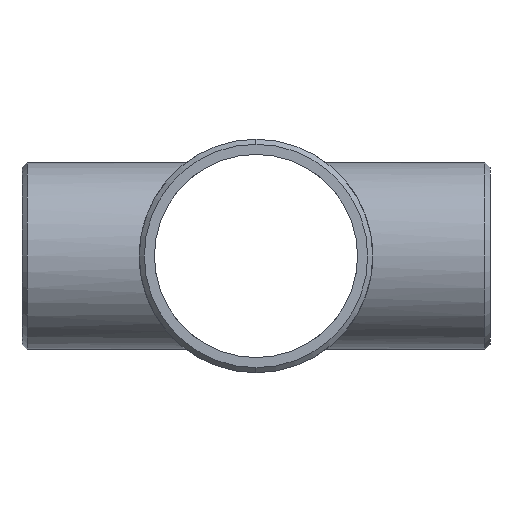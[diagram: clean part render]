
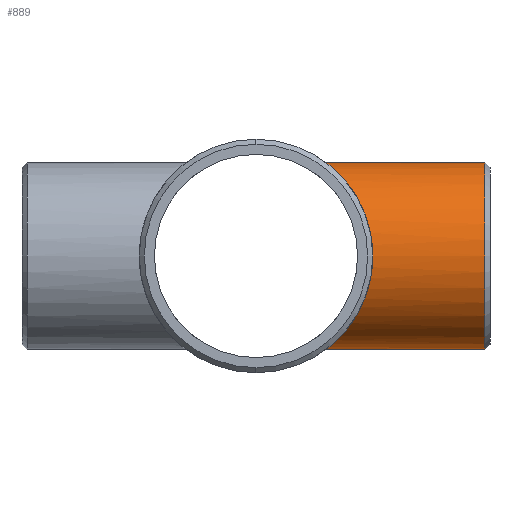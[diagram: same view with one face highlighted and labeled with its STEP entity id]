
A CAD part, left-side view. The second image highlights one B-rep face of the part: STEP entity #889.
In plain terms, the highlighted cylindrical face has radius 24.13 mm (diameter 48.26 mm), a partial arc.
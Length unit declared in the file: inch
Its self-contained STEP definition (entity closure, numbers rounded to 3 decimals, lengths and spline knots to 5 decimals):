
#5 = VERTEX_POINT ( 'NONE', #362 ) ;
#43 = CARTESIAN_POINT ( 'NONE',  ( -0.70638, -1.00328, 0.63542 ) ) ;
#46 = CARTESIAN_POINT ( 'NONE',  ( -0.74717, -1.03235, -0.58749 ) ) ;
#51 = CARTESIAN_POINT ( 'NONE',  ( -0.42671, -0.83021, 0.8493 ) ) ;
#57 = CARTESIAN_POINT ( 'NONE',  ( -0.74511, -1.03086, 0.59008 ) ) ;
#66 = CARTESIAN_POINT ( 'NONE',  ( -0.84577, -1.10587, -0.43292 ) ) ;
#86 = DIRECTION ( 'NONE',  ( 0., 0., -1. ) ) ;
#87 = CARTESIAN_POINT ( 'NONE',  ( -0.16367, -0.73043, -0.93634 ) ) ;
#94 = AXIS2_PLACEMENT_3D ( 'NONE', #671, #462, #1039 ) ;
#138 = CARTESIAN_POINT ( 'NONE',  ( -0.70838, -1.00462, -0.63373 ) ) ;
#144 = CARTESIAN_POINT ( 'NONE',  ( -0.25691, -0.75498, 0.91684 ) ) ;
#148 = CARTESIAN_POINT ( 'NONE',  ( -0.71626, -1.01027, 0.62426 ) ) ;
#152 = CARTESIAN_POINT ( 'NONE',  ( -0.68607, -0.98909, 0.65729 ) ) ;
#159 = CARTESIAN_POINT ( 'NONE',  ( -0.11427, -0.72143, 0.94324 ) ) ;
#168 = B_SPLINE_CURVE_WITH_KNOTS ( 'NONE', 3,
 ( #640, #827, #258, #159, #1202, #1016, #737, #144, #844, #447, #51, #831, #253, #1021, #1212, #242, #152, #43, #148, #57, #724, #838, #343, #1217, #351, #1114, #644, #339, #546, #648, #355, #742, #555, #1119, #1103, #636, #458, #360, #541, #1026, #1221, #1011, #937, #66, #265, #920, #747, #1004, #46, #138, #532, #442, #914, #769, #278, #464, #963, #483, #566, #389, #946, #87, #865, #958, #652, #774, #583, #850 ),
 .UNSPECIFIED., .F., .F.,
 ( 4, 2, 2, 2, 2, 2, 2, 2, 2, 2, 2, 2, 2, 2, 2, 2, 2, 2, 2, 2, 2, 2, 2, 2, 2, 2, 2, 2, 2, 2, 2, 2, 2, 4 ),
 ( 0.08003, 0.08253, 0.08378, 0.08503, 0.09003, 0.09253, 0.09503, 0.10002, 0.10127, 0.10252, 0.10502, 0.11002, 0.11127, 0.11252, 0.11502, 0.11752, 0.12002, 0.12251, 0.12376, 0.12501, 0.13001, 0.13126, 0.13251, 0.13501, 0.13751, 0.14001, 0.14501, 0.14751, 0.15, 0.1525, 0.155, 0.1575, 0.15875, 0.16 ),
 .UNSPECIFIED. ) ;
#174 = LINE ( 'NONE', #867, #614 ) ;
#211 = ORIENTED_EDGE ( 'NONE', *, *, #416, .T. ) ;
#242 = CARTESIAN_POINT ( 'NONE',  ( -0.67564, -0.98188, 0.668 ) ) ;
#243 = CARTESIAN_POINT ( 'NONE',  ( 0., -2.32867, 0.95 ) ) ;
#250 = EDGE_LOOP ( 'NONE', ( #1046, #211, #590, #727 ) ) ;
#253 = CARTESIAN_POINT ( 'NONE',  ( -0.50423, -0.87265, 0.80568 ) ) ;
#258 = CARTESIAN_POINT ( 'NONE',  ( -0.06568, -0.7148, 0.94829 ) ) ;
#265 = CARTESIAN_POINT ( 'NONE',  ( -0.83856, -1.10037, -0.44673 ) ) ;
#269 = CYLINDRICAL_SURFACE ( 'NONE', #94, 0.95 ) ;
#278 = CARTESIAN_POINT ( 'NONE',  ( -0.4801, -0.85887, -0.8203 ) ) ;
#310 = EDGE_CURVE ( 'NONE', #1040, #5, #168, .T. ) ;
#339 = CARTESIAN_POINT ( 'NONE',  ( -0.91386, -1.15877, 0.26151 ) ) ;
#343 = CARTESIAN_POINT ( 'NONE',  ( -0.84473, -1.10497, 0.43922 ) ) ;
#351 = CARTESIAN_POINT ( 'NONE',  ( -0.88246, -1.13419, 0.35216 ) ) ;
#355 = CARTESIAN_POINT ( 'NONE',  ( -0.94099, -1.1803, 0.13469 ) ) ;
#360 = CARTESIAN_POINT ( 'NONE',  ( -0.93652, -1.17674, -0.16035 ) ) ;
#362 = CARTESIAN_POINT ( 'NONE',  ( 0., -0.7125, -0.95 ) ) ;
#383 = CARTESIAN_POINT ( 'NONE',  ( 0., -2.38, 0.95 ) ) ;
#389 = CARTESIAN_POINT ( 'NONE',  ( -0.25712, -0.75697, -0.91507 ) ) ;
#395 = CARTESIAN_POINT ( 'NONE',  ( 0., -2.32867, 0. ) ) ;
#416 = EDGE_CURVE ( 'NONE', #1220, #1040, #871, .T. ) ;
#442 = CARTESIAN_POINT ( 'NONE',  ( -0.62489, -0.94721, -0.71799 ) ) ;
#447 = CARTESIAN_POINT ( 'NONE',  ( -0.39943, -0.81645, 0.86248 ) ) ;
#458 = CARTESIAN_POINT ( 'NONE',  ( -0.94151, -1.18072, -0.12779 ) ) ;
#462 = DIRECTION ( 'NONE',  ( 0., 1., 0. ) ) ;
#464 = CARTESIAN_POINT ( 'NONE',  ( -0.4277, -0.83072, -0.8488 ) ) ;
#483 = CARTESIAN_POINT ( 'NONE',  ( -0.34517, -0.79132, -0.88559 ) ) ;
#529 = VERTEX_POINT ( 'NONE', #1139 ) ;
#532 = CARTESIAN_POINT ( 'NONE',  ( -0.68813, -0.99043, -0.65563 ) ) ;
#541 = CARTESIAN_POINT ( 'NONE',  ( -0.93358, -1.17441, -0.1766 ) ) ;
#546 = CARTESIAN_POINT ( 'NONE',  ( -0.9222, -1.16537, 0.23044 ) ) ;
#555 = CARTESIAN_POINT ( 'NONE',  ( -0.94989, -1.18741, 0.03583 ) ) ;
#566 = CARTESIAN_POINT ( 'NONE',  ( -0.31652, -0.77916, -0.89626 ) ) ;
#583 = CARTESIAN_POINT ( 'NONE',  ( -0.01667, -0.7125, -0.95 ) ) ;
#585 = FACE_OUTER_BOUND ( 'NONE', #250, .T. ) ;
#590 = ORIENTED_EDGE ( 'NONE', *, *, #310, .T. ) ;
#614 = VECTOR ( 'NONE', #1028, 39.37008 ) ;
#620 = EDGE_CURVE ( 'NONE', #529, #1220, #993, .T. ) ;
#636 = CARTESIAN_POINT ( 'NONE',  ( -0.94358, -1.18237, -0.11149 ) ) ;
#640 = CARTESIAN_POINT ( 'NONE',  ( 0., -0.7125, 0.95 ) ) ;
#644 = CARTESIAN_POINT ( 'NONE',  ( -0.8991, -1.14718, 0.30721 ) ) ;
#648 = CARTESIAN_POINT ( 'NONE',  ( -0.93576, -1.17613, 0.16705 ) ) ;
#652 = CARTESIAN_POINT ( 'NONE',  ( -0.06662, -0.71542, -0.94781 ) ) ;
#671 = CARTESIAN_POINT ( 'NONE',  ( 0., -2.38, 0. ) ) ;
#724 = CARTESIAN_POINT ( 'NONE',  ( -0.76329, -1.04409, 0.56638 ) ) ;
#727 = ORIENTED_EDGE ( 'NONE', *, *, #768, .F. ) ;
#737 = CARTESIAN_POINT ( 'NONE',  ( -0.17851, -0.73437, 0.93322 ) ) ;
#742 = CARTESIAN_POINT ( 'NONE',  ( -0.94809, -1.18597, 0.06872 ) ) ;
#747 = CARTESIAN_POINT ( 'NONE',  ( -0.79993, -1.07118, -0.51335 ) ) ;
#754 = VECTOR ( 'NONE', #1147, 39.37008 ) ;
#768 = EDGE_CURVE ( 'NONE', #529, #5, #174, .T. ) ;
#769 = CARTESIAN_POINT ( 'NONE',  ( -0.50566, -0.87348, -0.80479 ) ) ;
#774 = CARTESIAN_POINT ( 'NONE',  ( -0.03342, -0.71309, -0.94956 ) ) ;
#827 = CARTESIAN_POINT ( 'NONE',  ( -0.03299, -0.7125, 0.95 ) ) ;
#831 = CARTESIAN_POINT ( 'NONE',  ( -0.47903, -0.85828, 0.82092 ) ) ;
#836 = AXIS2_PLACEMENT_3D ( 'NONE', #395, #864, #86 ) ;
#838 = CARTESIAN_POINT ( 'NONE',  ( -0.81466, -1.08203, 0.49238 ) ) ;
#844 = CARTESIAN_POINT ( 'NONE',  ( -0.31557, -0.77768, 0.89811 ) ) ;
#850 = CARTESIAN_POINT ( 'NONE',  ( 0., -0.7125, -0.95 ) ) ;
#864 = DIRECTION ( 'NONE',  ( 0., 1., 0. ) ) ;
#865 = CARTESIAN_POINT ( 'NONE',  ( -0.13182, -0.72387, -0.94138 ) ) ;
#867 = CARTESIAN_POINT ( 'NONE',  ( 0., -2.38, -0.95 ) ) ;
#871 = LINE ( 'NONE', #383, #754 ) ;
#889 = ADVANCED_FACE ( 'NONE', ( #585 ), #269, .T. ) ;
#914 = CARTESIAN_POINT ( 'NONE',  ( -0.57945, -0.91753, -0.75515 ) ) ;
#920 = CARTESIAN_POINT ( 'NONE',  ( -0.81606, -1.08329, -0.48734 ) ) ;
#937 = CARTESIAN_POINT ( 'NONE',  ( -0.8596, -1.11649, -0.40476 ) ) ;
#946 = CARTESIAN_POINT ( 'NONE',  ( -0.22623, -0.74694, -0.92322 ) ) ;
#958 = CARTESIAN_POINT ( 'NONE',  ( -0.08304, -0.71714, -0.9465 ) ) ;
#963 = CARTESIAN_POINT ( 'NONE',  ( -0.40076, -0.8171, -0.86186 ) ) ;
#993 = CIRCLE ( 'NONE', #836, 0.95 ) ;
#1004 = CARTESIAN_POINT ( 'NONE',  ( -0.76549, -1.04571, -0.56342 ) ) ;
#1011 = CARTESIAN_POINT ( 'NONE',  ( -0.86624, -1.12161, -0.39036 ) ) ;
#1016 = CARTESIAN_POINT ( 'NONE',  ( -0.1625, -0.73063, 0.93614 ) ) ;
#1021 = CARTESIAN_POINT ( 'NONE',  ( -0.57729, -0.91618, 0.75675 ) ) ;
#1026 = CARTESIAN_POINT ( 'NONE',  ( -0.91701, -1.16125, -0.25663 ) ) ;
#1028 = DIRECTION ( 'NONE',  ( 0., 1., 0. ) ) ;
#1039 = DIRECTION ( 'NONE',  ( 0., 0., -1. ) ) ;
#1040 = VERTEX_POINT ( 'NONE', #1080 ) ;
#1046 = ORIENTED_EDGE ( 'NONE', *, *, #620, .T. ) ;
#1080 = CARTESIAN_POINT ( 'NONE',  ( 0., -0.7125, 0.95 ) ) ;
#1103 = CARTESIAN_POINT ( 'NONE',  ( -0.94851, -1.18631, -0.06252 ) ) ;
#1114 = CARTESIAN_POINT ( 'NONE',  ( -0.8938, -1.14303, 0.32229 ) ) ;
#1119 = CARTESIAN_POINT ( 'NONE',  ( -0.9501, -1.18758, -0.02979 ) ) ;
#1139 = CARTESIAN_POINT ( 'NONE',  ( 0., -2.32867, -0.95 ) ) ;
#1147 = DIRECTION ( 'NONE',  ( 0., 1., 0. ) ) ;
#1202 = CARTESIAN_POINT ( 'NONE',  ( -0.13039, -0.72416, 0.94115 ) ) ;
#1212 = CARTESIAN_POINT ( 'NONE',  ( -0.62267, -0.94574, 0.71993 ) ) ;
#1217 = CARTESIAN_POINT ( 'NONE',  ( -0.87641, -1.12948, 0.36696 ) ) ;
#1220 = VERTEX_POINT ( 'NONE', #243 ) ;
#1221 = CARTESIAN_POINT ( 'NONE',  ( -0.89759, -1.14589, -0.31758 ) ) ;
